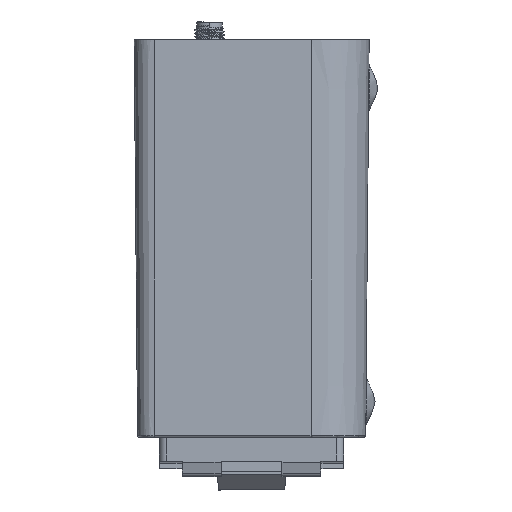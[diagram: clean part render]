
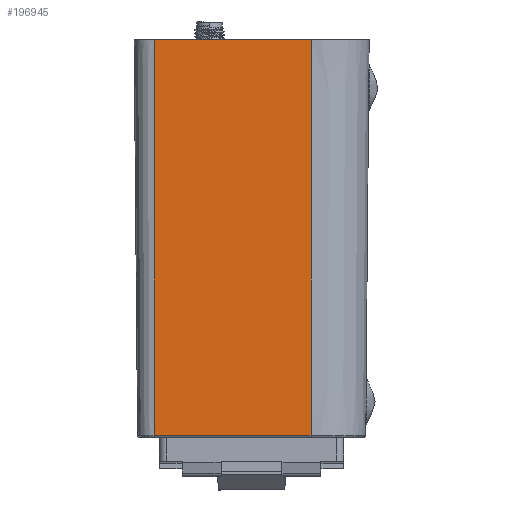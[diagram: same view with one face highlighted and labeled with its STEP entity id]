
A CAD part, left-side view. The second image highlights one B-rep face of the part: STEP entity #196945.
In plain terms, the highlighted face is planar.
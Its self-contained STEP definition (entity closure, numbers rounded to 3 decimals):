
#5336 = DIRECTION ( 'NONE',  ( 0., 1., 0. ) ) ;
#8127 = LINE ( 'NONE', #303870, #72785 ) ;
#25178 = AXIS2_PLACEMENT_3D ( 'NONE', #310403, #370899, #218885 ) ;
#31379 = DIRECTION ( 'NONE',  ( -0.009, 0., -1. ) ) ;
#42722 = B_SPLINE_CURVE_WITH_KNOTS ( 'NONE', 1,
 ( #198665, #345671 ),
 .UNSPECIFIED., .F., .F.,
 ( 2, 2 ),
 ( 0., 1. ),
 .UNSPECIFIED. ) ;
#70184 = ORIENTED_EDGE ( 'NONE', *, *, #188421, .F. ) ;
#72785 = VECTOR ( 'NONE', #306385, 1000. ) ;
#90366 = CARTESIAN_POINT ( 'NONE',  ( 116.23, 24., 83.7 ) ) ;
#118865 = VERTEX_POINT ( 'NONE', #284648 ) ;
#140869 = LINE ( 'NONE', #90366, #366934 ) ;
#151725 = ORIENTED_EDGE ( 'NONE', *, *, #223946, .F. ) ;
#168450 = FACE_OUTER_BOUND ( 'NONE', #210078, .T. ) ;
#178074 = LINE ( 'NONE', #208047, #187391 ) ;
#184488 = EDGE_CURVE ( 'NONE', #118865, #297906, #140869, .T. ) ;
#187391 = VECTOR ( 'NONE', #31379, 1000. ) ;
#188421 = EDGE_CURVE ( 'NONE', #297906, #349561, #178074, .T. ) ;
#196945 = ADVANCED_FACE ( 'NONE', ( #168450 ), #365832, .T. ) ;
#198665 = CARTESIAN_POINT ( 'NONE',  ( 115.504, 3.5, 0.496 ) ) ;
#198846 = VERTEX_POINT ( 'NONE', #255335 ) ;
#208047 = CARTESIAN_POINT ( 'NONE',  ( 115.867, 36.5, 42.098 ) ) ;
#210078 = EDGE_LOOP ( 'NONE', ( #151725, #362784, #70184, #357172 ) ) ;
#218885 = DIRECTION ( 'NONE',  ( -0.009, 0., -1. ) ) ;
#223946 = EDGE_CURVE ( 'NONE', #198846, #118865, #42722, .T. ) ;
#255335 = CARTESIAN_POINT ( 'NONE',  ( 115.504, 3.5, 0.496 ) ) ;
#284648 = CARTESIAN_POINT ( 'NONE',  ( 116.23, 3.5, 83.7 ) ) ;
#294946 = EDGE_CURVE ( 'NONE', #198846, #349561, #8127, .T. ) ;
#297906 = VERTEX_POINT ( 'NONE', #333927 ) ;
#302146 = CARTESIAN_POINT ( 'NONE',  ( 115.504, 36.5, 0.496 ) ) ;
#303870 = CARTESIAN_POINT ( 'NONE',  ( 115.504, 1.1, 0.496 ) ) ;
#306385 = DIRECTION ( 'NONE',  ( 0., 1., 0. ) ) ;
#310403 = CARTESIAN_POINT ( 'NONE',  ( 115.5, 1.1, 0. ) ) ;
#333927 = CARTESIAN_POINT ( 'NONE',  ( 116.23, 36.5, 83.7 ) ) ;
#345671 = CARTESIAN_POINT ( 'NONE',  ( 116.23, 3.5, 83.7 ) ) ;
#349561 = VERTEX_POINT ( 'NONE', #302146 ) ;
#357172 = ORIENTED_EDGE ( 'NONE', *, *, #184488, .F. ) ;
#362784 = ORIENTED_EDGE ( 'NONE', *, *, #294946, .T. ) ;
#365832 = PLANE ( 'NONE',  #25178 ) ;
#366934 = VECTOR ( 'NONE', #5336, 1000. ) ;
#370899 = DIRECTION ( 'NONE',  ( 1., 0., -0.009 ) ) ;
